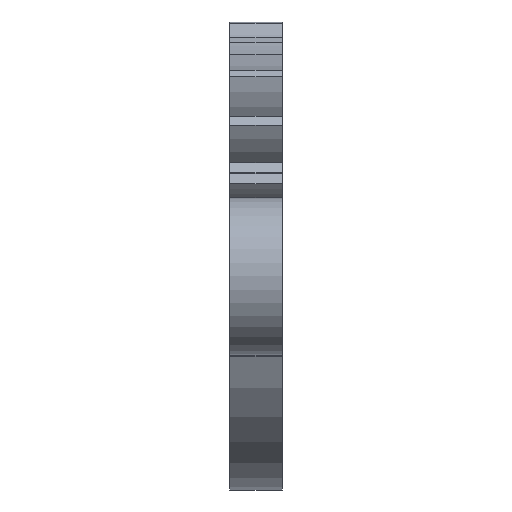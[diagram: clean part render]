
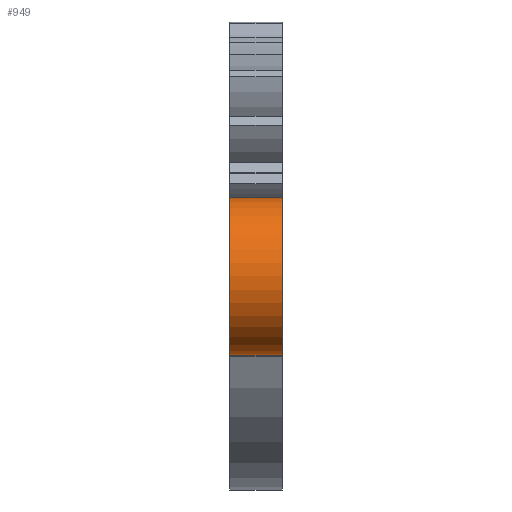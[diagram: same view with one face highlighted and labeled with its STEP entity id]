
A CAD part, top view. The second image highlights one B-rep face of the part: STEP entity #949.
In plain terms, the highlighted cylindrical face has radius 4.5 mm (diameter 9 mm), a partial arc.
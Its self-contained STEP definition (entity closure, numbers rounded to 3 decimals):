
#77 = EDGE_CURVE ( 'NONE', #923, #467, #166, .T. ) ;
#120 = ORIENTED_EDGE ( 'NONE', *, *, #77, .T. ) ;
#166 = LINE ( 'NONE', #189, #2175 ) ;
#189 = CARTESIAN_POINT ( 'NONE',  ( 0., 4.5, 30. ) ) ;
#204 = AXIS2_PLACEMENT_3D ( 'NONE', #1175, #2020, #479 ) ;
#329 = EDGE_CURVE ( 'NONE', #2021, #923, #1965, .T. ) ;
#331 = EDGE_CURVE ( 'NONE', #2021, #470, #1828, .T. ) ;
#354 = CIRCLE ( 'NONE', #204, 4.5 ) ;
#442 = ORIENTED_EDGE ( 'NONE', *, *, #329, .T. ) ;
#467 = VERTEX_POINT ( 'NONE', #493 ) ;
#470 = VERTEX_POINT ( 'NONE', #1859 ) ;
#479 = DIRECTION ( 'NONE',  ( 0., 0., -1. ) ) ;
#493 = CARTESIAN_POINT ( 'NONE',  ( 0., 4.5, 30. ) ) ;
#549 = DIRECTION ( 'NONE',  ( -1., 0., 0. ) ) ;
#572 = DIRECTION ( 'NONE',  ( 0., 0., -1. ) ) ;
#605 = CARTESIAN_POINT ( 'NONE',  ( 3., 0., 30. ) ) ;
#686 = DIRECTION ( 'NONE',  ( 1., 0., 0. ) ) ;
#700 = CARTESIAN_POINT ( 'NONE',  ( 3., -4.5, 30. ) ) ;
#706 = ORIENTED_EDGE ( 'NONE', *, *, #331, .F. ) ;
#717 = FACE_OUTER_BOUND ( 'NONE', #2233, .T. ) ;
#820 = AXIS2_PLACEMENT_3D ( 'NONE', #1054, #686, #1410 ) ;
#892 = EDGE_CURVE ( 'NONE', #467, #470, #354, .T. ) ;
#923 = VERTEX_POINT ( 'NONE', #1888 ) ;
#949 = ADVANCED_FACE ( 'NONE', ( #717 ), #1901, .T. ) ;
#990 = AXIS2_PLACEMENT_3D ( 'NONE', #605, #2106, #572 ) ;
#1054 = CARTESIAN_POINT ( 'NONE',  ( 0., 0., 30. ) ) ;
#1175 = CARTESIAN_POINT ( 'NONE',  ( 0., 0., 30. ) ) ;
#1254 = CARTESIAN_POINT ( 'NONE',  ( 0., -4.5, 30. ) ) ;
#1283 = VECTOR ( 'NONE', #1936, 1000. ) ;
#1410 = DIRECTION ( 'NONE',  ( 0., 0., -1. ) ) ;
#1828 = LINE ( 'NONE', #1254, #1283 ) ;
#1859 = CARTESIAN_POINT ( 'NONE',  ( 0., -4.5, 30. ) ) ;
#1888 = CARTESIAN_POINT ( 'NONE',  ( 3., 4.5, 30. ) ) ;
#1901 = CYLINDRICAL_SURFACE ( 'NONE', #820, 4.5 ) ;
#1936 = DIRECTION ( 'NONE',  ( -1., 0., 0. ) ) ;
#1965 = CIRCLE ( 'NONE', #990, 4.5 ) ;
#2020 = DIRECTION ( 'NONE',  ( 1., 0., 0. ) ) ;
#2021 = VERTEX_POINT ( 'NONE', #700 ) ;
#2106 = DIRECTION ( 'NONE',  ( -1., 0., 0. ) ) ;
#2125 = ORIENTED_EDGE ( 'NONE', *, *, #892, .T. ) ;
#2175 = VECTOR ( 'NONE', #549, 1000. ) ;
#2233 = EDGE_LOOP ( 'NONE', ( #2125, #706, #442, #120 ) ) ;
